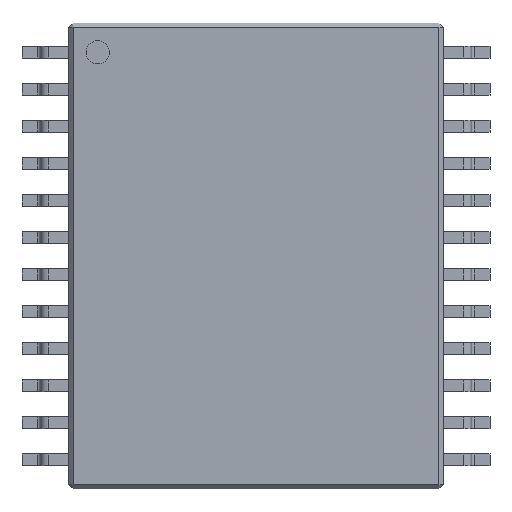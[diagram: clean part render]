
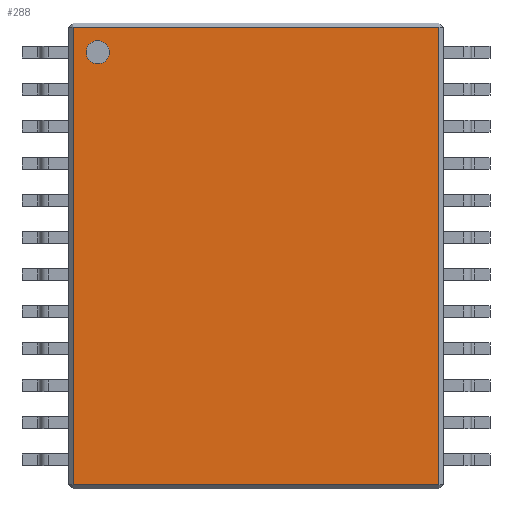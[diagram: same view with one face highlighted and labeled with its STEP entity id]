
A CAD part, top view. The second image highlights one B-rep face of the part: STEP entity #288.
In plain terms, the highlighted planar face has unit normal (0, 0, 1).
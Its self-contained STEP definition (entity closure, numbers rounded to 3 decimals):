
#13=DIRECTION('',(0.,0.,1.));
#14=DIRECTION('',(1.,0.,0.));
#87=VECTOR('',#88,1.);
#88=DIRECTION('',(0.,1.,0.));
#161=VERTEX_POINT('',#162);
#162=CARTESIAN_POINT('',(-6.27,-7.835,1.2));
#170=VERTEX_POINT('',#171);
#171=CARTESIAN_POINT('',(-6.27,7.835,1.2));
#176=ORIENTED_EDGE('',*,*,#177,.F.);
#177=EDGE_CURVE('',#161,#170,#178,.T.);
#178=LINE('',#179,#87);
#179=CARTESIAN_POINT('',(-6.27,-7.985,1.2));
#245=VECTOR('',#14,1.);
#288=ADVANCED_FACE('',(#289,#307),#316,.T.);
#289=FACE_BOUND('',#290,.T.);
#290=EDGE_LOOP('',(#176,#291,#297,#303));
#291=ORIENTED_EDGE('',*,*,#292,.T.);
#292=EDGE_CURVE('',#161,#293,#295,.T.);
#293=VERTEX_POINT('',#294);
#294=CARTESIAN_POINT('',(6.27,-7.835,1.2));
#295=LINE('',#296,#245);
#296=CARTESIAN_POINT('',(-6.42,-7.835,1.2));
#297=ORIENTED_EDGE('',*,*,#298,.T.);
#298=EDGE_CURVE('',#293,#299,#301,.T.);
#299=VERTEX_POINT('',#300);
#300=CARTESIAN_POINT('',(6.27,7.835,1.2));
#301=LINE('',#302,#87);
#302=CARTESIAN_POINT('',(6.27,-7.985,1.2));
#303=ORIENTED_EDGE('',*,*,#304,.F.);
#304=EDGE_CURVE('',#170,#299,#305,.T.);
#305=LINE('',#306,#245);
#306=CARTESIAN_POINT('',(-6.42,7.835,1.2));
#307=FACE_BOUND('',#308,.T.);
#308=EDGE_LOOP('',(#309));
#309=ORIENTED_EDGE('',*,*,#310,.F.);
#310=EDGE_CURVE('',#311,#311,#313,.T.);
#311=VERTEX_POINT('',#312);
#312=CARTESIAN_POINT('',(-5.02,6.985,1.2));
#313=CIRCLE('',#314,0.4);
#314=AXIS2_PLACEMENT_3D('',#315,#13,#14);
#315=CARTESIAN_POINT('',(-5.42,6.985,1.2));
#316=PLANE('',#317);
#317=AXIS2_PLACEMENT_3D('',#318,#13,#14);
#318=CARTESIAN_POINT('',(-6.42,-7.985,1.2));
